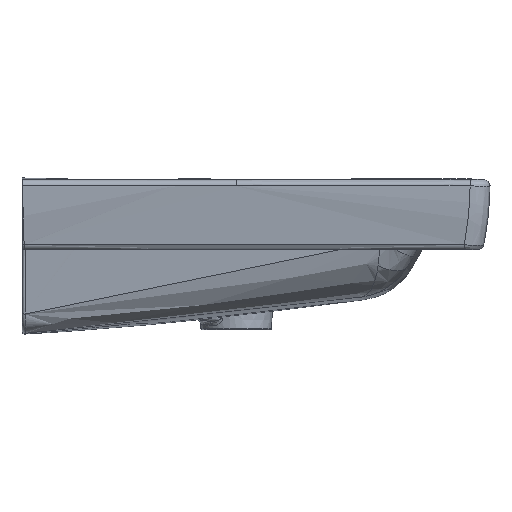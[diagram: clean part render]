
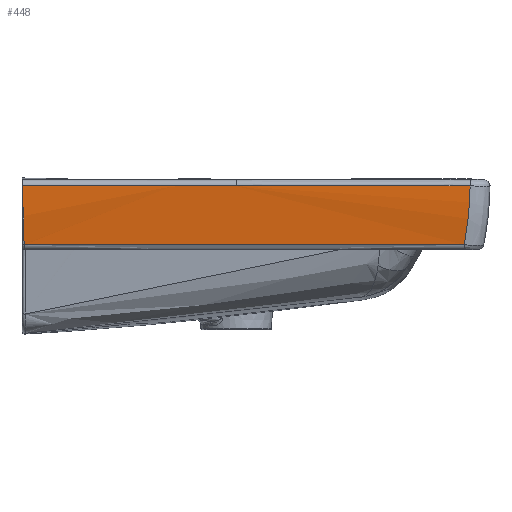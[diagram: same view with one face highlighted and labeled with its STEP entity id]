
A CAD part, left-side view. The second image highlights one B-rep face of the part: STEP entity #448.
In plain terms, the highlighted face is a extrusion surface.
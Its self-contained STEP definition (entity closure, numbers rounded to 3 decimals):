
#55=SURFACE_OF_LINEAR_EXTRUSION('',#1019,#330);
#330=VECTOR('',#2949,1.);
#448=ADVANCED_FACE('',(#631),#55,.T.);
#631=FACE_OUTER_BOUND('',#793,.T.);
#793=EDGE_LOOP('',(#1658,#1659,#1660,#1661,#1662,#1663,#1664));
#904=B_SPLINE_CURVE_WITH_KNOTS('',3,(#8413,#8414,#8415,#8416),
 .UNSPECIFIED.,.F.,.F.,(4,4),(0.,1.),.UNSPECIFIED.);
#916=B_SPLINE_CURVE_WITH_KNOTS('',3,(#9078,#9079,#9080,#9081),
 .UNSPECIFIED.,.F.,.F.,(4,4),(0.,1.),.UNSPECIFIED.);
#985=B_SPLINE_CURVE_WITH_KNOTS('',3,(#11436,#11437,#11438,#11439,#11440,
#11441,#11442,#11443,#11444,#11445,#11446,#11447,#11448,#11449,#11450,#11451,
#11452,#11453,#11454,#11455,#11456,#11457,#11458,#11459,#11460,#11461,#11462,
#11463,#11464,#11465,#11466,#11467,#11468,#11469,#11470,#11471,#11472,#11473,
#11474,#11475,#11476,#11477,#11478,#11479,#11480,#11481,#11482,#11483,#11484,
#11485),.UNSPECIFIED.,.F.,.F.,(4,1,1,1,1,1,1,2,2,1,1,1,1,1,1,2,2,1,1,1,
1,1,1,2,2,1,1,1,2,2,1,1,1,1,1,2,2,4),(0.,0.125,0.188,
0.219,0.234,0.242,0.246,0.248,
0.25,0.313,0.344,0.359,
0.367,0.371,0.373,0.374,
0.375,0.438,0.469,0.484,
0.492,0.496,0.498,0.499,
0.5,0.563,0.594,0.609,
0.617,0.625,0.688,0.719,
0.734,0.742,0.746,0.748,
0.75,1.),.UNSPECIFIED.);
#1016=B_SPLINE_CURVE_WITH_KNOTS('',3,(#14430,#14431,#14432,#14433,#14434,
#14435,#14436,#14437,#14438,#14439,#14440,#14441,#14442,#14443,#14444,#14445,
#14446,#14447,#14448),.UNSPECIFIED.,.F.,.F.,(4,2,2,2,2,2,2,1,2,4),(0.,0.25,
0.375,0.5,0.625,0.687,0.703,0.719,
0.75,1.),.UNSPECIFIED.);
#1017=B_SPLINE_CURVE_WITH_KNOTS('',3,(#14451,#14452,#14453,#14454),
 .UNSPECIFIED.,.F.,.F.,(4,4),(0.,1.),.UNSPECIFIED.);
#1018=B_SPLINE_CURVE_WITH_KNOTS('',3,(#14460,#14461,#14462,#14463),
 .UNSPECIFIED.,.F.,.F.,(4,4),(0.,1.),.UNSPECIFIED.);
#1019=B_SPLINE_CURVE_WITH_KNOTS('',3,(#14464,#14465,#14466,#14467,#14468,
#14469,#14470,#14471),.UNSPECIFIED.,.F.,.F.,(4,2,2,4),(0.,0.094,
0.922,1.),.UNSPECIFIED.);
#1658=ORIENTED_EDGE('',*,*,#2456,.F.);
#1659=ORIENTED_EDGE('',*,*,#2457,.F.);
#1660=ORIENTED_EDGE('',*,*,#2283,.T.);
#1661=ORIENTED_EDGE('',*,*,#2268,.T.);
#1662=ORIENTED_EDGE('',*,*,#2417,.T.);
#1663=ORIENTED_EDGE('',*,*,#2458,.F.);
#1664=ORIENTED_EDGE('',*,*,#2459,.F.);
#1916=VERTEX_POINT('',#5832);
#1978=VERTEX_POINT('',#8412);
#1989=VERTEX_POINT('',#9082);
#2072=VERTEX_POINT('',#11435);
#2096=VERTEX_POINT('',#14449);
#2097=VERTEX_POINT('',#14450);
#2098=VERTEX_POINT('',#14459);
#2268=EDGE_CURVE('',#1916,#1978,#904,.T.);
#2283=EDGE_CURVE('',#1989,#1916,#916,.T.);
#2417=EDGE_CURVE('',#1978,#2072,#985,.T.);
#2456=EDGE_CURVE('',#2096,#2097,#1016,.T.);
#2457=EDGE_CURVE('',#1989,#2096,#1017,.T.);
#2458=EDGE_CURVE('',#2098,#2072,#2580,.T.);
#2459=EDGE_CURVE('',#2097,#2098,#1018,.T.);
#2580=(
BOUNDED_CURVE()
B_SPLINE_CURVE(3,(#14455,#14456,#14457,#14458),.UNSPECIFIED.,.F.,.F.)
B_SPLINE_CURVE_WITH_KNOTS((4,4),(0.,1.),.UNSPECIFIED.)
CURVE()
GEOMETRIC_REPRESENTATION_ITEM()
RATIONAL_B_SPLINE_CURVE((1.,1.,1.,1.))
REPRESENTATION_ITEM('')
);
#2949=DIRECTION('',(0.,-1.,0.));
#5832=CARTESIAN_POINT('',(-293.73,-229.115,-65.171));
#8412=CARTESIAN_POINT('',(-299.942,-234.943,-6.078));
#8413=CARTESIAN_POINT('',(-293.73,-229.115,-65.171));
#8414=CARTESIAN_POINT('',(-297.609,-232.758,-45.675));
#8415=CARTESIAN_POINT('',(-299.683,-234.701,-25.866));
#8416=CARTESIAN_POINT('',(-299.942,-234.943,-6.078));
#9078=CARTESIAN_POINT('',(-293.73,212.895,-65.171));
#9079=CARTESIAN_POINT('',(-293.73,65.558,-65.171));
#9080=CARTESIAN_POINT('',(-293.73,-81.778,-65.171));
#9081=CARTESIAN_POINT('',(-293.73,-229.115,-65.171));
#9082=CARTESIAN_POINT('',(-293.73,212.893,-65.171));
#11435=CARTESIAN_POINT('',(-299.942,0.,-6.078));
#11436=CARTESIAN_POINT('',(-299.942,-234.943,-6.078));
#11437=CARTESIAN_POINT('',(-299.942,-226.608,-6.08));
#11438=CARTESIAN_POINT('',(-299.942,-213.015,-6.083));
#11439=CARTESIAN_POINT('',(-299.942,-195.247,-6.084));
#11440=CARTESIAN_POINT('',(-299.942,-185.886,-6.084));
#11441=CARTESIAN_POINT('',(-299.942,-181.087,-6.084));
#11442=CARTESIAN_POINT('',(-299.942,-178.657,-6.084));
#11443=CARTESIAN_POINT('',(-299.942,-177.435,-6.084));
#11444=CARTESIAN_POINT('',(-299.942,-176.909,-6.084));
#11445=CARTESIAN_POINT('',(-299.942,-176.559,-6.084));
#11446=CARTESIAN_POINT('',(-299.942,-176.326,-6.084));
#11447=CARTESIAN_POINT('',(-299.942,-172.409,-6.084));
#11448=CARTESIAN_POINT('',(-299.942,-165.889,-6.083));
#11449=CARTESIAN_POINT('',(-299.942,-156.844,-6.083));
#11450=CARTESIAN_POINT('',(-299.942,-151.962,-6.082));
#11451=CARTESIAN_POINT('',(-299.942,-149.431,-6.082));
#11452=CARTESIAN_POINT('',(-299.942,-148.143,-6.082));
#11453=CARTESIAN_POINT('',(-299.942,-147.493,-6.082));
#11454=CARTESIAN_POINT('',(-299.942,-147.213,-6.082));
#11455=CARTESIAN_POINT('',(-299.942,-147.027,-6.082));
#11456=CARTESIAN_POINT('',(-299.942,-146.966,-6.082));
#11457=CARTESIAN_POINT('',(-299.942,-138.755,-6.081));
#11458=CARTESIAN_POINT('',(-299.942,-129.021,-6.08));
#11459=CARTESIAN_POINT('',(-299.942,-121.851,-6.08));
#11460=CARTESIAN_POINT('',(-299.942,-119.312,-6.079));
#11461=CARTESIAN_POINT('',(-299.942,-118.305,-6.079));
#11462=CARTESIAN_POINT('',(-299.942,-117.866,-6.079));
#11463=CARTESIAN_POINT('',(-299.942,-117.664,-6.079));
#11464=CARTESIAN_POINT('',(-299.942,-117.58,-6.079));
#11465=CARTESIAN_POINT('',(-299.942,-117.525,-6.079));
#11466=CARTESIAN_POINT('',(-299.942,-117.542,-6.079));
#11467=CARTESIAN_POINT('',(-299.942,-112.98,-6.079));
#11468=CARTESIAN_POINT('',(-299.942,-105.94,-6.079));
#11469=CARTESIAN_POINT('',(-299.942,-97.198,-6.078));
#11470=CARTESIAN_POINT('',(-299.942,-92.695,-6.078));
#11471=CARTESIAN_POINT('',(-299.942,-90.737,-6.078));
#11472=CARTESIAN_POINT('',(-299.942,-89.425,-6.078));
#11473=CARTESIAN_POINT('',(-299.942,-88.808,-6.078));
#11474=CARTESIAN_POINT('',(-299.942,-82.47,-6.078));
#11475=CARTESIAN_POINT('',(-299.942,-74.573,-6.078));
#11476=CARTESIAN_POINT('',(-299.942,-66.331,-6.078));
#11477=CARTESIAN_POINT('',(-299.942,-62.452,-6.078));
#11478=CARTESIAN_POINT('',(-299.942,-60.574,-6.078));
#11479=CARTESIAN_POINT('',(-299.942,-59.65,-6.078));
#11480=CARTESIAN_POINT('',(-299.942,-59.257,-6.078));
#11481=CARTESIAN_POINT('',(-299.942,-58.996,-6.078));
#11482=CARTESIAN_POINT('',(-299.942,-58.908,-6.078));
#11483=CARTESIAN_POINT('',(-299.942,-36.712,-6.078));
#11484=CARTESIAN_POINT('',(-299.942,-17.134,-6.078));
#11485=CARTESIAN_POINT('',(-299.942,0.,-6.078));
#14430=CARTESIAN_POINT('',(-293.838,212.91,-64.627));
#14431=CARTESIAN_POINT('',(-294.759,212.91,-59.959));
#14432=CARTESIAN_POINT('',(-295.576,212.973,-55.27));
#14433=CARTESIAN_POINT('',(-296.648,213.137,-48.213));
#14434=CARTESIAN_POINT('',(-296.979,213.204,-45.857));
#14435=CARTESIAN_POINT('',(-297.59,213.357,-41.138));
#14436=CARTESIAN_POINT('',(-297.881,213.449,-38.665));
#14437=CARTESIAN_POINT('',(-298.367,213.631,-34.124));
#14438=CARTESIAN_POINT('',(-298.573,213.725,-31.979));
#14439=CARTESIAN_POINT('',(-298.836,213.863,-28.949));
#14440=CARTESIAN_POINT('',(-298.917,213.909,-27.97));
#14441=CARTESIAN_POINT('',(-299.009,213.965,-26.787));
#14442=CARTESIAN_POINT('',(-299.023,213.974,-26.596));
#14443=CARTESIAN_POINT('',(-299.075,214.008,-25.909));
#14444=CARTESIAN_POINT('',(-299.152,214.058,-24.877));
#14445=CARTESIAN_POINT('',(-299.223,214.108,-23.845));
#14446=CARTESIAN_POINT('',(-299.631,214.414,-17.651));
#14447=CARTESIAN_POINT('',(-299.853,214.704,-12.139));
#14448=CARTESIAN_POINT('',(-299.934,215.,-6.627));
#14449=CARTESIAN_POINT('',(-293.838,212.91,-64.627));
#14450=CARTESIAN_POINT('',(-299.934,215.,-6.627));
#14451=CARTESIAN_POINT('',(-293.73,212.89,-65.171));
#14452=CARTESIAN_POINT('',(-293.762,212.896,-65.01));
#14453=CARTESIAN_POINT('',(-293.811,212.905,-64.766));
#14454=CARTESIAN_POINT('',(-293.838,212.91,-64.627));
#14455=CARTESIAN_POINT('',(-299.942,215.,-6.078));
#14456=CARTESIAN_POINT('',(-299.942,143.333,-6.078));
#14457=CARTESIAN_POINT('',(-299.942,71.667,-6.078));
#14458=CARTESIAN_POINT('',(-299.942,0.,-6.078));
#14459=CARTESIAN_POINT('',(-299.942,215.,-6.078));
#14460=CARTESIAN_POINT('',(-299.934,215.,-6.627));
#14461=CARTESIAN_POINT('',(-299.937,215.,-6.444));
#14462=CARTESIAN_POINT('',(-299.939,215.,-6.261));
#14463=CARTESIAN_POINT('',(-299.942,215.,-6.078));
#14464=CARTESIAN_POINT('',(-299.968,215.,0.));
#14465=CARTESIAN_POINT('',(-299.977,215.,-2.209));
#14466=CARTESIAN_POINT('',(-299.967,215.,-4.418));
#14467=CARTESIAN_POINT('',(-299.647,215.,-26.091));
#14468=CARTESIAN_POINT('',(-297.604,215.,-45.529));
#14469=CARTESIAN_POINT('',(-293.484,215.,-66.421));
#14470=CARTESIAN_POINT('',(-293.115,215.,-68.212));
#14471=CARTESIAN_POINT('',(-292.734,215.,-70.));
